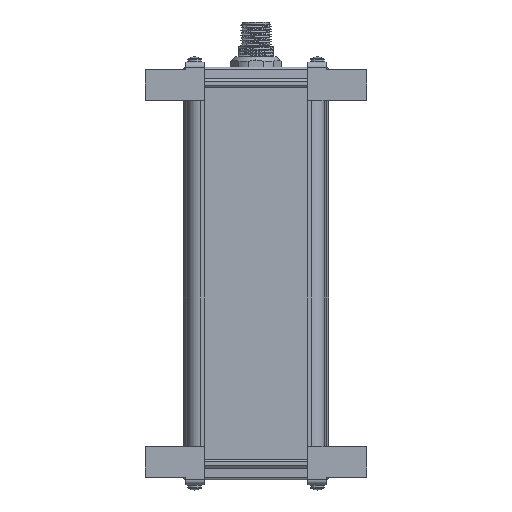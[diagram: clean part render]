
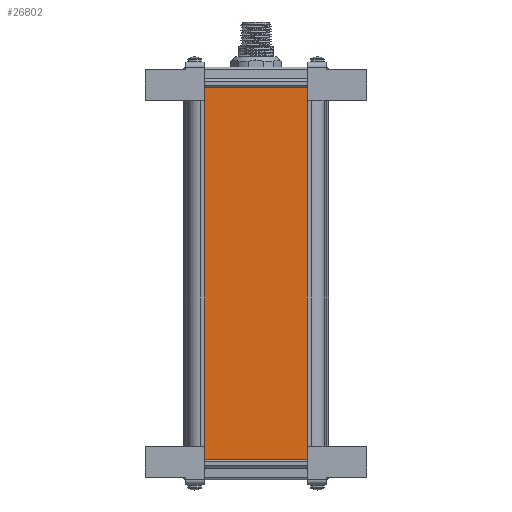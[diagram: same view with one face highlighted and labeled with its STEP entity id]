
A CAD part, front view. The second image highlights one B-rep face of the part: STEP entity #26802.
In plain terms, the highlighted planar face has unit normal (0, -1, 0).
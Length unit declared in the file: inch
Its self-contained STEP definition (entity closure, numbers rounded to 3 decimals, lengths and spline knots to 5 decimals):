
#51 = VECTOR ( 'NONE', #28025, 39.37008 ) ;
#400 = FACE_OUTER_BOUND ( 'NONE', #2072, .T. ) ;
#2072 = EDGE_LOOP ( 'NONE', ( #16593, #17213, #5740, #13808 ) ) ;
#3178 = DIRECTION ( 'NONE',  ( 0., 0., 1. ) ) ;
#5740 = ORIENTED_EDGE ( 'NONE', *, *, #15898, .F. ) ;
#6764 = CARTESIAN_POINT ( 'NONE',  ( -2.98768, -1.91368, -3.62992 ) ) ;
#7605 = CARTESIAN_POINT ( 'NONE',  ( -2.98768, -1.91368, 6.50157 ) ) ;
#8506 = DIRECTION ( 'NONE',  ( 0., 0., -1. ) ) ;
#12079 = CARTESIAN_POINT ( 'NONE',  ( -2.98768, -1.91368, 6.50157 ) ) ;
#12768 = VERTEX_POINT ( 'NONE', #43229 ) ;
#13808 = ORIENTED_EDGE ( 'NONE', *, *, #38115, .F. ) ;
#14002 = VECTOR ( 'NONE', #19180, 39.37008 ) ;
#14073 = PLANE ( 'NONE',  #43438 ) ;
#14151 = VERTEX_POINT ( 'NONE', #12079 ) ;
#14379 = CARTESIAN_POINT ( 'NONE',  ( -2.98768, -1.91368, -3.62992 ) ) ;
#15898 = EDGE_CURVE ( 'Defeatured_2_54+Defeatured_2_164+Defeatured_2_165+Defeatured_2_163', #14151, #12768, #20712, .T. ) ;
#16593 = ORIENTED_EDGE ( 'NONE', *, *, #42853, .F. ) ;
#17213 = ORIENTED_EDGE ( 'NONE', *, *, #43058, .T. ) ;
#19180 = DIRECTION ( 'NONE',  ( 0., 0., 1. ) ) ;
#19189 = CARTESIAN_POINT ( 'NONE',  ( -2.98768, -1.91368, 0.77952 ) ) ;
#20257 = LINE ( 'NONE', #6764, #28732 ) ;
#20712 = LINE ( 'NONE', #7605, #51 ) ;
#21132 = CARTESIAN_POINT ( 'NONE',  ( -2.98768, -1.91368, 0.77952 ) ) ;
#24857 = DIRECTION ( 'NONE',  ( -1., 0., 0. ) ) ;
#25833 = CARTESIAN_POINT ( 'NONE',  ( -1.41287, -1.91368, -3.62992 ) ) ;
#26802 = ADVANCED_FACE ( 'Defeatured_2_164', ( #400 ), #14073, .T. ) ;
#28025 = DIRECTION ( 'NONE',  ( 1., 0., 0. ) ) ;
#28732 = VECTOR ( 'NONE', #3178, 39.37008 ) ;
#29911 = CARTESIAN_POINT ( 'NONE',  ( -1.41287, -1.91368, 0.77952 ) ) ;
#30629 = VERTEX_POINT ( 'NONE', #29911 ) ;
#30974 = DIRECTION ( 'NONE',  ( 0., -1., 0. ) ) ;
#32062 = LINE ( 'NONE', #25833, #14002 ) ;
#36803 = LINE ( 'NONE', #21132, #42605 ) ;
#38115 = EDGE_CURVE ( 'Defeatured_2_165+Defeatured_2_164+Defeatured_2_23+Defeatured_2_54', #40547, #14151, #20257, .T. ) ;
#40547 = VERTEX_POINT ( 'NONE', #19189 ) ;
#42605 = VECTOR ( 'NONE', #24857, 39.37008 ) ;
#42853 = EDGE_CURVE ( 'Defeatured_2_23+Defeatured_2_164+Defeatured_2_163+Defeatured_2_165', #30629, #40547, #36803, .T. ) ;
#43058 = EDGE_CURVE ( 'Defeatured_2_164+Defeatured_2_163+Defeatured_2_23+Defeatured_2_54', #30629, #12768, #32062, .T. ) ;
#43229 = CARTESIAN_POINT ( 'NONE',  ( -1.41287, -1.91368, 6.50157 ) ) ;
#43438 = AXIS2_PLACEMENT_3D ( 'NONE', #14379, #30974, #8506 ) ;
